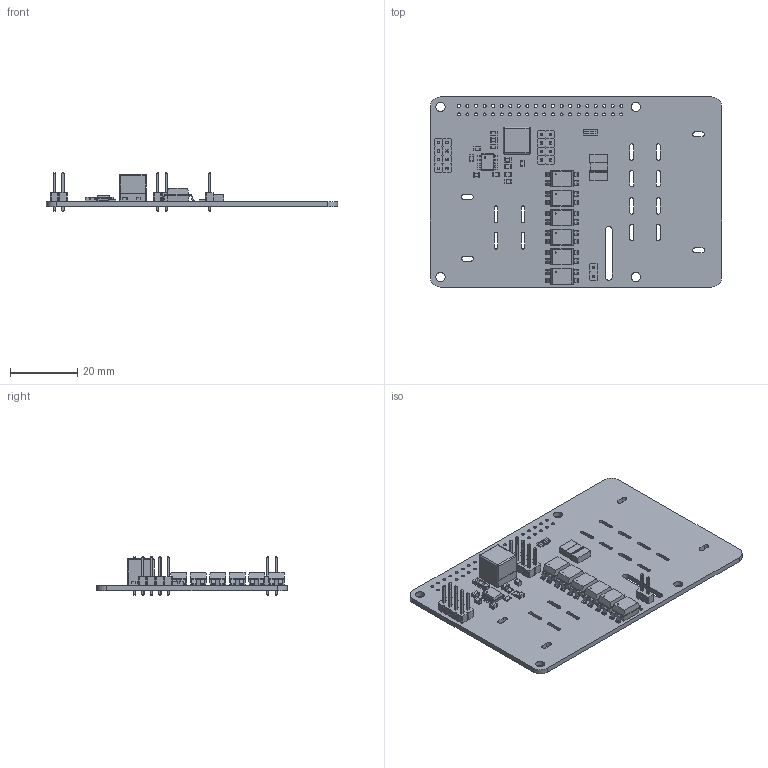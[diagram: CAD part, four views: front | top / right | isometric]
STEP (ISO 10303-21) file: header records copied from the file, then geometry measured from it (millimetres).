
FILE_DESCRIPTION(('KiCad electronic assembly'),'2;1');
FILE_NAME('kstars-ekos-smd-0-9.kicad_pro.step','2025-06-04T11:00:20',( 'Pcbnew'),('Kicad'),'Open CASCADE STEP processor 7.8', 'KiCad to STEP converter','Unknown');
FILE_SCHEMA(('AUTOMOTIVE_DESIGN { 1 0 10303 214 1 1 1 1 }'));
Length unit declared in the file: millimetre
Products named in the file (12): kstars-ekos-smd-0-9.kicad_pro 1; 741X163_CTS; PinHeader_1x02_P2.54mm_Vertical; C_0805_2012Metric; SOIC_3553A_TP1_F_TOS; R_0805_2012Metric; PinHeader_1x04_P2.54mm_Vertical; L_Cenker_CKCS8080; FUSE_2920L11060_LTF; SO-8_3.9x4.9mm_P1.27mm; kstars-ekos-smd-0-9.kicad_pro 1.30.1; kstars-ekos-smd-0-9.kicad_pro_PCB
Assembly tree (37 placements, depth 3):
  kstars-ekos-smd-0-9.kicad_pro 1
    741X163_CTS
    PinHeader_1x02_P2.54mm_Vertical  x5
    C_0805_2012Metric  x9
    SOIC_3553A_TP1_F_TOS  x12
    R_0805_2012Metric  x3
    PinHeader_1x04_P2.54mm_Vertical  x2
    L_Cenker_CKCS8080
    FUSE_2920L11060_LTF
    SO-8_3.9x4.9mm_P1.27mm
      kstars-ekos-smd-0-9.kicad_pro 1.30.1
    kstars-ekos-smd-0-9.kicad_pro_PCB
Bounding box: 86.5 x 56.5 x 11.54 mm (x, y, z)
Volume: 9508.4 mm3; surface area: 14356.7 mm2
Topology: 128 solids, 128 shells, 2253 faces, 5524 edges, 3576 vertices
Faces by surface type: plane 1755, cylinder 478, bspline 16, sphere 4
Full cylindrical faces by diameter (mm): 0.333 x12, 0.4 x2, 0.9 x40, 1 x18, 2.75 x4
Entity records: 30383 total; most frequent: CARTESIAN_POINT 4532, ORIENTED_EDGE 4314, DIRECTION 4270, EDGE_CURVE 2157, LINE 1770, VECTOR 1770, VERTEX_POINT 1398, AXIS2_PLACEMENT_3D 1250
